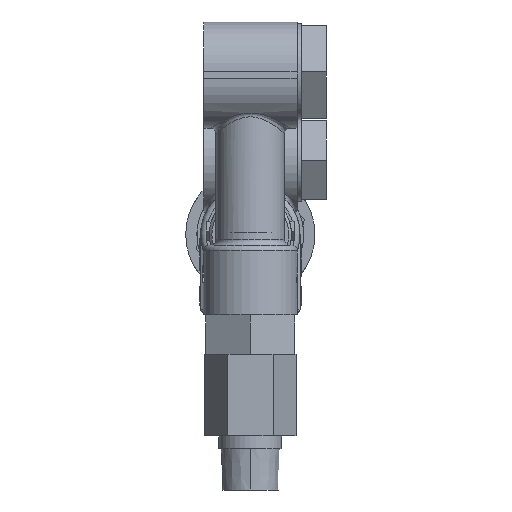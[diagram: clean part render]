
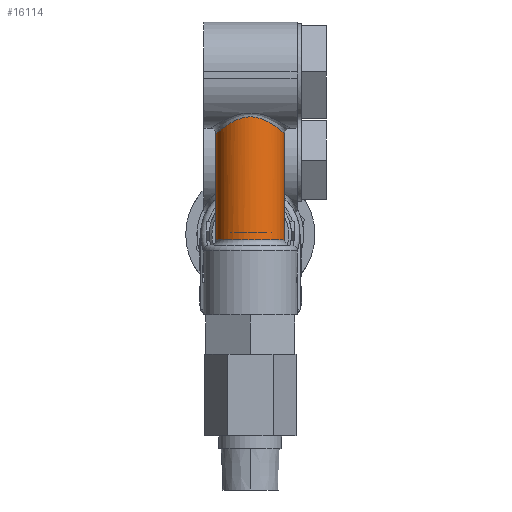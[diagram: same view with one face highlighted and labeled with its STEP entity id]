
A CAD part, front view. The second image highlights one B-rep face of the part: STEP entity #16114.
In plain terms, the highlighted cylindrical face has radius 9.525 mm (diameter 19.05 mm), a partial arc.
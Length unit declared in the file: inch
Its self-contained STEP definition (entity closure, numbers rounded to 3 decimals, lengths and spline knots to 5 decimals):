
#86 = CYLINDRICAL_SURFACE ( 'NONE', #10655, 0.375 ) ;
#90 = VERTEX_POINT ( 'NONE', #6214 ) ;
#321 = VECTOR ( 'NONE', #3278, 39.37008 ) ;
#455 = CARTESIAN_POINT ( 'NONE',  ( 0.37491, -0.00811, -0.67493 ) ) ;
#698 = CARTESIAN_POINT ( 'NONE',  ( 0.21527, -0.30727, -0.55894 ) ) ;
#759 = CARTESIAN_POINT ( 'NONE',  ( 0.16558, -0.33733, -0.53164 ) ) ;
#953 = CARTESIAN_POINT ( 'NONE',  ( -0.25648, -0.27382, -0.58503 ) ) ;
#964 = VECTOR ( 'NONE', #3626, 39.37008 ) ;
#1015 = CARTESIAN_POINT ( 'NONE',  ( -0.33966, -0.15939, -0.64622 ) ) ;
#1633 = DIRECTION ( 'NONE',  ( 0., 0., 1. ) ) ;
#1663 = ORIENTED_EDGE ( 'NONE', *, *, #11895, .T. ) ;
#1684 = B_SPLINE_CURVE_WITH_KNOTS ( 'NONE', 3,
 ( #8612, #17645, #3911, #11305, #16759 ),
 .UNSPECIFIED., .F., .F.,
 ( 4, 1, 4 ),
 ( 0.03201, 0.03212, 0.03222 ),
 .UNSPECIFIED. ) ;
#1914 = CARTESIAN_POINT ( 'NONE',  ( 0.00905, -0.37511, -0.49034 ) ) ;
#2091 = CARTESIAN_POINT ( 'NONE',  ( 0.29183, -0.23667, -0.60968 ) ) ;
#2219 = AXIS2_PLACEMENT_3D ( 'NONE', #8589, #1633, #17812 ) ;
#2693 = ORIENTED_EDGE ( 'NONE', *, *, #3754, .T. ) ;
#2715 = CIRCLE ( 'NONE', #2219, 0.375 ) ;
#3183 = VERTEX_POINT ( 'NONE', #15378 ) ;
#3278 = DIRECTION ( 'NONE',  ( 0., 0., 1. ) ) ;
#3513 = CARTESIAN_POINT ( 'NONE',  ( 0.33146, -0.17707, -0.63971 ) ) ;
#3626 = DIRECTION ( 'NONE',  ( 0., 0., 1. ) ) ;
#3754 = EDGE_CURVE ( 'NONE', #3183, #90, #2715, .T. ) ;
#3766 = CARTESIAN_POINT ( 'NONE',  ( -0.36127, -0.10132, -0.66364 ) ) ;
#3911 = CARTESIAN_POINT ( 'NONE',  ( 0.37499, -0.00406, -0.67499 ) ) ;
#4752 = CARTESIAN_POINT ( 'NONE',  ( -0.375, 0., -2.65 ) ) ;
#4761 = CARTESIAN_POINT ( 'NONE',  ( 0.375, 0., -0.675 ) ) ;
#4954 = DIRECTION ( 'NONE',  ( 0., 0., 1. ) ) ;
#5173 = CARTESIAN_POINT ( 'NONE',  ( 0.085, -0.36546, -0.50165 ) ) ;
#5182 = CARTESIAN_POINT ( 'NONE',  ( 0.37491, -0.00811, -0.67493 ) ) ;
#5429 = CARTESIAN_POINT ( 'NONE',  ( 0.09705, -0.36243, -0.50509 ) ) ;
#5610 = VERTEX_POINT ( 'NONE', #16978 ) ;
#5764 = CARTESIAN_POINT ( 'NONE',  ( 0., 0., -2.65 ) ) ;
#5955 = CARTESIAN_POINT ( 'NONE',  ( -0.3226, -0.19157, -0.63286 ) ) ;
#6180 = EDGE_LOOP ( 'NONE', ( #15011, #2693, #9396, #9456, #1663 ) ) ;
#6214 = CARTESIAN_POINT ( 'NONE',  ( 0.375, 0., -1.834 ) ) ;
#6343 = CARTESIAN_POINT ( 'NONE',  ( -0.23, -0.29641, -0.5679 ) ) ;
#6538 = CARTESIAN_POINT ( 'NONE',  ( 0.24282, -0.28601, -0.57602 ) ) ;
#6855 = CARTESIAN_POINT ( 'NONE',  ( 0.04745, -0.37221, -0.49381 ) ) ;
#7179 = CARTESIAN_POINT ( 'NONE',  ( -0.28122, -0.24916, -0.60196 ) ) ;
#7302 = CARTESIAN_POINT ( 'NONE',  ( -0.06773, -0.36905, -0.49753 ) ) ;
#7779 = CARTESIAN_POINT ( 'NONE',  ( 0.37436, -0.03375, -0.67446 ) ) ;
#8589 = CARTESIAN_POINT ( 'NONE',  ( 0., 0., -1.834 ) ) ;
#8612 = CARTESIAN_POINT ( 'NONE',  ( 0.375, 0., -0.675 ) ) ;
#8751 = LINE ( 'NONE', #4752, #321 ) ;
#8805 = LINE ( 'NONE', #18086, #964 ) ;
#9129 = CARTESIAN_POINT ( 'NONE',  ( -0.375, 0., -0.675 ) ) ;
#9146 = CARTESIAN_POINT ( 'NONE',  ( -0.33431, -0.17033, -0.64198 ) ) ;
#9396 = ORIENTED_EDGE ( 'NONE', *, *, #15718, .T. ) ;
#9456 = ORIENTED_EDGE ( 'NONE', *, *, #13707, .T. ) ;
#9520 = CARTESIAN_POINT ( 'NONE',  ( -0.34935, -0.13686, -0.65396 ) ) ;
#9655 = CARTESIAN_POINT ( 'NONE',  ( 0.31921, -0.19822, -0.63014 ) ) ;
#9785 = CARTESIAN_POINT ( 'NONE',  ( -0.29616, -0.23125, -0.61285 ) ) ;
#10655 = AXIS2_PLACEMENT_3D ( 'NONE', #5764, #4954, #13930 ) ;
#10695 = FACE_OUTER_BOUND ( 'NONE', #6180, .T. ) ;
#11162 = CARTESIAN_POINT ( 'NONE',  ( 0.37121, -0.05906, -0.67183 ) ) ;
#11305 = CARTESIAN_POINT ( 'NONE',  ( 0.37494, -0.00676, -0.67495 ) ) ;
#11895 = EDGE_CURVE ( 'NONE', #12635, #5610, #16734, .T. ) ;
#12198 = CARTESIAN_POINT ( 'NONE',  ( -0.19213, -0.32287, -0.5455 ) ) ;
#12261 = CARTESIAN_POINT ( 'NONE',  ( -0.01658, -0.37485, -0.49065 ) ) ;
#12441 = CARTESIAN_POINT ( 'NONE',  ( -0.31626, -0.20185, -0.62799 ) ) ;
#12572 = CARTESIAN_POINT ( 'NONE',  ( 0.22465, -0.30049, -0.5646 ) ) ;
#12635 = VERTEX_POINT ( 'NONE', #5182 ) ;
#12664 = EDGE_CURVE ( 'NONE', #3183, #5610, #8751, .T. ) ;
#12717 = CARTESIAN_POINT ( 'NONE',  ( 0.1206, -0.35529, -0.51294 ) ) ;
#12779 = CARTESIAN_POINT ( 'NONE',  ( 0.02186, -0.37458, -0.49098 ) ) ;
#13707 = EDGE_CURVE ( 'NONE', #15005, #12635, #1684, .T. ) ;
#13759 = CARTESIAN_POINT ( 'NONE',  ( 0.13216, -0.35115, -0.51739 ) ) ;
#13930 = DIRECTION ( 'NONE',  ( 1., 0., 0. ) ) ;
#13951 = CARTESIAN_POINT ( 'NONE',  ( 0.1862, -0.32633, -0.5423 ) ) ;
#14079 = CARTESIAN_POINT ( 'NONE',  ( -0.05507, -0.37116, -0.49504 ) ) ;
#15005 = VERTEX_POINT ( 'NONE', #4761 ) ;
#15011 = ORIENTED_EDGE ( 'NONE', *, *, #12664, .F. ) ;
#15283 = CARTESIAN_POINT ( 'NONE',  ( -0.17176, -0.33422, -0.53469 ) ) ;
#15378 = CARTESIAN_POINT ( 'NONE',  ( -0.375, 0., -1.834 ) ) ;
#15478 = CARTESIAN_POINT ( 'NONE',  ( 0.25159, -0.27832, -0.58178 ) ) ;
#15718 = EDGE_CURVE ( 'NONE', #90, #15005, #8805, .T. ) ;
#16114 = ADVANCED_FACE ( 'NONE', ( #10695 ), #86, .T. ) ;
#16288 = CARTESIAN_POINT ( 'NONE',  ( -0.1276, -0.35345, -0.51514 ) ) ;
#16734 = B_SPLINE_CURVE_WITH_KNOTS ( 'NONE', 3,
 ( #455, #7779, #11162, #18656, #16948, #3513, #9655, #2091, #17261, #15478, #6538, #12572, #698, #13951, #759, #13759, #12717, #5429, #5173, #17072, #6855, #12779, #1914, #12261, #18588, #14079, #7302, #18069, #16288, #15283, #12198, #16823, #6343, #17636, #953, #7179, #9785, #12441, #5955, #9146, #1015, #9520, #17011, #3766, #18466, #18781, #17204, #9129 ),
 .UNSPECIFIED., .F., .F.,
 ( 4, 2, 2, 2, 2, 2, 2, 2, 2, 2, 2, 2, 2, 2, 2, 2, 2, 2, 2, 2, 2, 2, 2, 4 ),
 ( 0.03222, 0.03421, 0.0362, 0.03819, 0.04018, 0.04117, 0.04217, 0.04416, 0.04515, 0.04615, 0.04714, 0.04814, 0.04913, 0.05013, 0.05212, 0.05411, 0.0551, 0.0561, 0.05809, 0.05908, 0.06008, 0.06107, 0.06207, 0.06406 ),
 .UNSPECIFIED. ) ;
#16759 = CARTESIAN_POINT ( 'NONE',  ( 0.37491, -0.00811, -0.67493 ) ) ;
#16823 = CARTESIAN_POINT ( 'NONE',  ( -0.22077, -0.30334, -0.56223 ) ) ;
#16948 = CARTESIAN_POINT ( 'NONE',  ( 0.35164, -0.13256, -0.65576 ) ) ;
#16978 = CARTESIAN_POINT ( 'NONE',  ( -0.375, 0., -0.675 ) ) ;
#17011 = CARTESIAN_POINT ( 'NONE',  ( -0.35369, -0.12526, -0.65747 ) ) ;
#17072 = CARTESIAN_POINT ( 'NONE',  ( 0.06026, -0.37034, -0.49602 ) ) ;
#17204 = CARTESIAN_POINT ( 'NONE',  ( -0.375, -0.02611, -0.675 ) ) ;
#17261 = CARTESIAN_POINT ( 'NONE',  ( 0.27665, -0.25421, -0.59872 ) ) ;
#17636 = CARTESIAN_POINT ( 'NONE',  ( -0.24783, -0.28167, -0.57929 ) ) ;
#17645 = CARTESIAN_POINT ( 'NONE',  ( 0.375, -0.00135, -0.675 ) ) ;
#17812 = DIRECTION ( 'NONE',  ( -1., 0., 0. ) ) ;
#18069 = CARTESIAN_POINT ( 'NONE',  ( -0.10442, -0.36104, -0.5067 ) ) ;
#18086 = CARTESIAN_POINT ( 'NONE',  ( 0.375, 0., -2.65 ) ) ;
#18466 = CARTESIAN_POINT ( 'NONE',  ( -0.36452, -0.08893, -0.66632 ) ) ;
#18588 = CARTESIAN_POINT ( 'NONE',  ( -0.0294, -0.37407, -0.4916 ) ) ;
#18656 = CARTESIAN_POINT ( 'NONE',  ( 0.35971, -0.10904, -0.66236 ) ) ;
#18781 = CARTESIAN_POINT ( 'NONE',  ( -0.37231, -0.05154, -0.67275 ) ) ;
